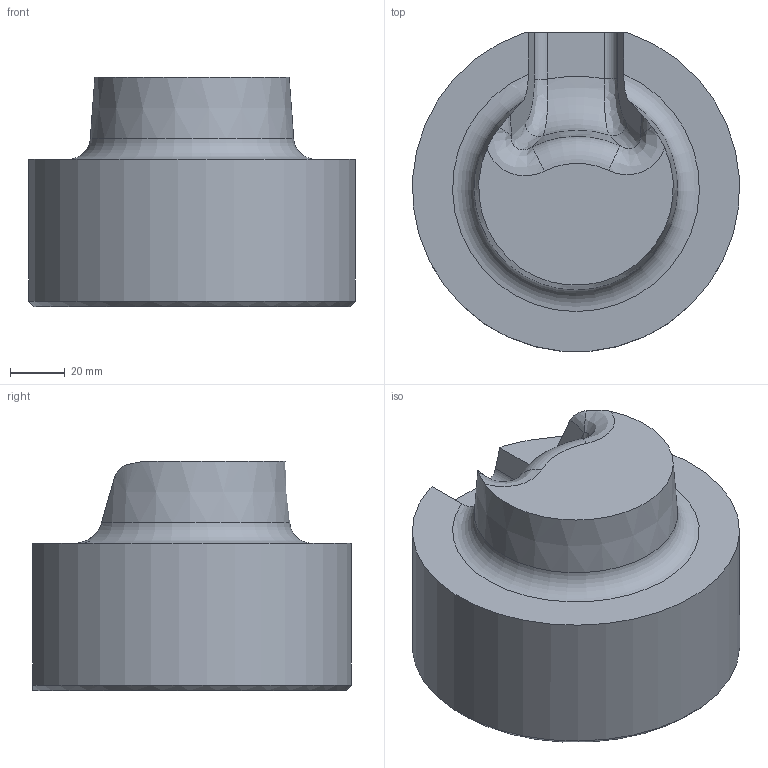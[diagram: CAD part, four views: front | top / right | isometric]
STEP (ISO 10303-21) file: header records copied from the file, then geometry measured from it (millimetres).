
FILE_DESCRIPTION((''),'2;1');
FILE_NAME('FLZ-70','2018-08-10T',('Administrator'),(''),'CREO PARAMETRIC BY PTC INC, 2014190','CREO PARAMETRIC BY PTC INC, 2014190','');
FILE_SCHEMA(('CONFIG_CONTROL_DESIGN'));
Length unit declared in the file: millimetre
Products named in the file (1): FLZ-70
Bounding box: 119.82 x 116.78 x 84 mm (x, y, z)
Volume: 692404.7 mm3; surface area: 51286.2 mm2
Topology: 1 solids, 1 shells, 28 faces, 68 edges, 41 vertices
Faces by surface type: bspline 8, plane 7, cone 5, cylinder 5, torus 3
Entity records: 1334 total; most frequent: CARTESIAN_POINT 715, ORIENTED_EDGE 132, DIRECTION 102, EDGE_CURVE 66, AXIS2_PLACEMENT_3D 42, VERTEX_POINT 41, EDGE_LOOP 29, FACE_OUTER_BOUND 28
